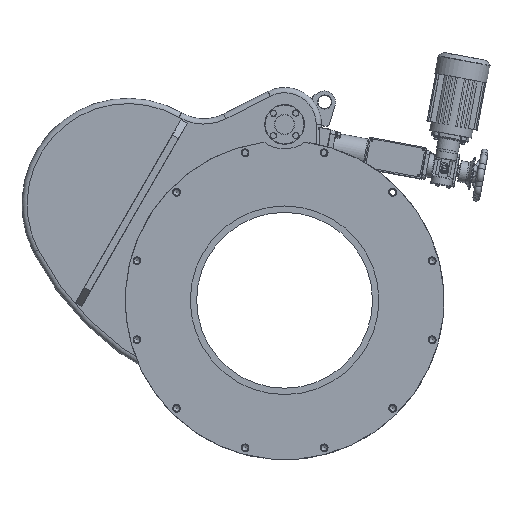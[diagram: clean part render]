
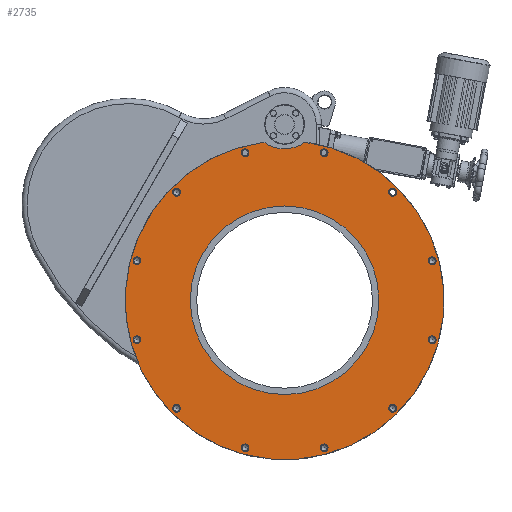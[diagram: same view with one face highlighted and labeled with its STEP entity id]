
A CAD part, left-side view. The second image highlights one B-rep face of the part: STEP entity #2735.
In plain terms, the highlighted planar face has unit normal (-1, 0, 0).
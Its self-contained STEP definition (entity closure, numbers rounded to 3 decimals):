
#2735=ADVANCED_FACE('',(#12064,#12066,#12068,#12070,#12072,#12074,#12076,#12078,
#12080,#12082,#12084,#12086,#12088,#12090),#12092,.T.);
#12064=FACE_BOUND('',#12065,.T.);
#12065=EDGE_LOOP('',(#22372,#22373));
#12066=FACE_BOUND('',#12067,.T.);
#12067=EDGE_LOOP('',(#22374));
#12068=FACE_BOUND('',#12069,.T.);
#12069=EDGE_LOOP('',(#22375));
#12070=FACE_BOUND('',#12071,.T.);
#12071=EDGE_LOOP('',(#22376));
#12072=FACE_BOUND('',#12073,.T.);
#12073=EDGE_LOOP('',(#22377));
#12074=FACE_BOUND('',#12075,.T.);
#12075=EDGE_LOOP('',(#22378));
#12076=FACE_BOUND('',#12077,.T.);
#12077=EDGE_LOOP('',(#22379));
#12078=FACE_BOUND('',#12079,.T.);
#12079=EDGE_LOOP('',(#22380));
#12080=FACE_BOUND('',#12081,.T.);
#12081=EDGE_LOOP('',(#22381));
#12082=FACE_BOUND('',#12083,.T.);
#12083=EDGE_LOOP('',(#22382));
#12084=FACE_BOUND('',#12085,.T.);
#12085=EDGE_LOOP('',(#22383));
#12086=FACE_BOUND('',#12087,.T.);
#12087=EDGE_LOOP('',(#22384));
#12088=FACE_BOUND('',#12089,.T.);
#12089=EDGE_LOOP('',(#22385));
#12090=FACE_BOUND('',#12091,.T.);
#12091=EDGE_LOOP('',(#22386));
#12092=PLANE('',#12093);
#12093=AXIS2_PLACEMENT_3D('',#12094,#12095,#12096);
#12094=CARTESIAN_POINT('',(-80.,0.,-400.));
#12095=DIRECTION('',(-1.,0.,0.));
#12096=DIRECTION('',(0.,1.,-0.002));
#22372=ORIENTED_EDGE('',*,*,#26265,.T.);
#22373=ORIENTED_EDGE('',*,*,#26266,.T.);
#22374=ORIENTED_EDGE('',*,*,#26267,.T.);
#22375=ORIENTED_EDGE('',*,*,#26268,.T.);
#22376=ORIENTED_EDGE('',*,*,#26269,.T.);
#22377=ORIENTED_EDGE('',*,*,#26270,.T.);
#22378=ORIENTED_EDGE('',*,*,#26271,.T.);
#22379=ORIENTED_EDGE('',*,*,#26272,.T.);
#22380=ORIENTED_EDGE('',*,*,#26273,.T.);
#22381=ORIENTED_EDGE('',*,*,#26274,.T.);
#22382=ORIENTED_EDGE('',*,*,#26275,.T.);
#22383=ORIENTED_EDGE('',*,*,#26276,.T.);
#22384=ORIENTED_EDGE('',*,*,#26277,.T.);
#22385=ORIENTED_EDGE('',*,*,#26278,.F.);
#22386=ORIENTED_EDGE('',*,*,#26279,.T.);
#26265=EDGE_CURVE('',#29414,#29415,#29416,.T.);
#26266=EDGE_CURVE('',#29415,#29414,#29417,.T.);
#26267=EDGE_CURVE('',#29418,#29418,#29419,.F.);
#26268=EDGE_CURVE('',#29420,#29420,#29421,.F.);
#26269=EDGE_CURVE('',#29422,#29422,#29423,.F.);
#26270=EDGE_CURVE('',#29424,#29424,#29425,.F.);
#26271=EDGE_CURVE('',#29426,#29426,#29427,.F.);
#26272=EDGE_CURVE('',#29428,#29428,#29429,.F.);
#26273=EDGE_CURVE('',#29430,#29430,#29431,.F.);
#26274=EDGE_CURVE('',#29432,#29432,#29433,.F.);
#26275=EDGE_CURVE('',#29434,#29434,#29435,.F.);
#26276=EDGE_CURVE('',#29436,#29436,#29437,.F.);
#26277=EDGE_CURVE('',#29438,#29438,#29439,.F.);
#26278=EDGE_CURVE('',#29440,#29440,#29441,.T.);
#26279=EDGE_CURVE('',#29442,#29442,#29443,.F.);
#29414=VERTEX_POINT('',#37009);
#29415=VERTEX_POINT('',#37010);
#29416=CIRCLE('',#37011,80.);
#29417=CIRCLE('',#37015,362.5);
#29418=VERTEX_POINT('',#37019);
#29419=CIRCLE('',#37020,8.917);
#29420=VERTEX_POINT('',#37024);
#29421=CIRCLE('',#37025,8.917);
#29422=VERTEX_POINT('',#37029);
#29423=CIRCLE('',#37030,8.917);
#29424=VERTEX_POINT('',#37034);
#29425=CIRCLE('',#37035,8.917);
#29426=VERTEX_POINT('',#37039);
#29427=CIRCLE('',#37040,8.917);
#29428=VERTEX_POINT('',#37044);
#29429=CIRCLE('',#37045,8.917);
#29430=VERTEX_POINT('',#37049);
#29431=CIRCLE('',#37050,8.917);
#29432=VERTEX_POINT('',#37054);
#29433=CIRCLE('',#37055,8.917);
#29434=VERTEX_POINT('',#37059);
#29435=CIRCLE('',#37060,8.917);
#29436=VERTEX_POINT('',#37064);
#29437=CIRCLE('',#37065,8.917);
#29438=VERTEX_POINT('',#37069);
#29439=CIRCLE('',#37070,8.917);
#29440=VERTEX_POINT('',#37074);
#29441=CIRCLE('',#37075,214.5);
#29442=VERTEX_POINT('',#37079);
#29443=CIRCLE('',#37080,8.917);
#37009=CARTESIAN_POINT('',(-80.,-46.038,-40.435));
#37010=CARTESIAN_POINT('',(-80.,47.206,-40.587));
#37011=AXIS2_PLACEMENT_3D('',#37012,#37013,#37014);
#37012=CARTESIAN_POINT('',(-80.,0.689,24.499));
#37013=DIRECTION('',(1.,0.,0.));
#37014=DIRECTION('',(0.,-0.584,-0.812));
#37015=AXIS2_PLACEMENT_3D('',#37016,#37017,#37018);
#37016=CARTESIAN_POINT('',(-80.,0.,-400.));
#37017=DIRECTION('',(-1.,0.,0.));
#37018=DIRECTION('',(0.,0.13,0.991));
#37019=CARTESIAN_POINT('',(-80.,-327.936,-485.481));
#37020=AXIS2_PLACEMENT_3D('',#37021,#37022,#37023);
#37021=CARTESIAN_POINT('',(-80.,-335.659,-489.94));
#37022=DIRECTION('',(-1.,0.,0.));
#37023=DIRECTION('',(0.,0.866,0.5));
#37024=CARTESIAN_POINT('',(-80.,-241.261,-637.997));
#37025=AXIS2_PLACEMENT_3D('',#37026,#37027,#37028);
#37026=CARTESIAN_POINT('',(-80.,-245.72,-645.72));
#37027=DIRECTION('',(-1.,0.,0.));
#37028=DIRECTION('',(0.,0.5,0.866));
#37029=CARTESIAN_POINT('',(-80.,-89.94,-726.742));
#37030=AXIS2_PLACEMENT_3D('',#37031,#37032,#37033);
#37031=CARTESIAN_POINT('',(-80.,-89.94,-735.659));
#37032=DIRECTION('',(-1.,0.,0.));
#37033=DIRECTION('',(0.,0.,1.));
#37034=CARTESIAN_POINT('',(-80.,85.481,-727.936));
#37035=AXIS2_PLACEMENT_3D('',#37036,#37037,#37038);
#37036=CARTESIAN_POINT('',(-80.,89.94,-735.659));
#37037=DIRECTION('',(-1.,0.,0.));
#37038=DIRECTION('',(0.,-0.5,0.866));
#37039=CARTESIAN_POINT('',(-80.,237.997,-641.261));
#37040=AXIS2_PLACEMENT_3D('',#37041,#37042,#37043);
#37041=CARTESIAN_POINT('',(-80.,245.72,-645.72));
#37042=DIRECTION('',(-1.,0.,0.));
#37043=DIRECTION('',(0.,-0.866,0.5));
#37044=CARTESIAN_POINT('',(-80.,326.742,-489.94));
#37045=AXIS2_PLACEMENT_3D('',#37046,#37047,#37048);
#37046=CARTESIAN_POINT('',(-80.,335.659,-489.94));
#37047=DIRECTION('',(-1.,0.,0.));
#37048=DIRECTION('',(0.,-1.,0.));
#37049=CARTESIAN_POINT('',(-80.,327.936,-314.519));
#37050=AXIS2_PLACEMENT_3D('',#37051,#37052,#37053);
#37051=CARTESIAN_POINT('',(-80.,335.659,-310.06));
#37052=DIRECTION('',(-1.,0.,0.));
#37053=DIRECTION('',(0.,-0.866,-0.5));
#37054=CARTESIAN_POINT('',(-80.,241.261,-162.003));
#37055=AXIS2_PLACEMENT_3D('',#37056,#37057,#37058);
#37056=CARTESIAN_POINT('',(-80.,245.72,-154.28));
#37057=DIRECTION('',(-1.,0.,0.));
#37058=DIRECTION('',(0.,-0.5,-0.866));
#37059=CARTESIAN_POINT('',(-80.,89.94,-73.258));
#37060=AXIS2_PLACEMENT_3D('',#37061,#37062,#37063);
#37061=CARTESIAN_POINT('',(-80.,89.94,-64.341));
#37062=DIRECTION('',(-1.,0.,0.));
#37063=DIRECTION('',(0.,0.,-1.));
#37064=CARTESIAN_POINT('',(-80.,-85.481,-72.064));
#37065=AXIS2_PLACEMENT_3D('',#37066,#37067,#37068);
#37066=CARTESIAN_POINT('',(-80.,-89.94,-64.341));
#37067=DIRECTION('',(-1.,0.,0.));
#37068=DIRECTION('',(0.,0.5,-0.866));
#37069=CARTESIAN_POINT('',(-80.,-237.997,-158.739));
#37070=AXIS2_PLACEMENT_3D('',#37071,#37072,#37073);
#37071=CARTESIAN_POINT('',(-80.,-245.72,-154.28));
#37072=DIRECTION('',(-1.,0.,0.));
#37073=DIRECTION('',(0.,0.866,-0.5));
#37074=CARTESIAN_POINT('',(-80.,214.5,-400.348));
#37075=AXIS2_PLACEMENT_3D('',#37076,#37077,#37078);
#37076=CARTESIAN_POINT('',(-80.,0.,-400.));
#37077=DIRECTION('',(-1.,0.,0.));
#37078=DIRECTION('',(0.,1.,-0.002));
#37079=CARTESIAN_POINT('',(-80.,-326.742,-310.06));
#37080=AXIS2_PLACEMENT_3D('',#37081,#37082,#37083);
#37081=CARTESIAN_POINT('',(-80.,-335.659,-310.06));
#37082=DIRECTION('',(-1.,0.,0.));
#37083=DIRECTION('',(0.,1.,0.));
